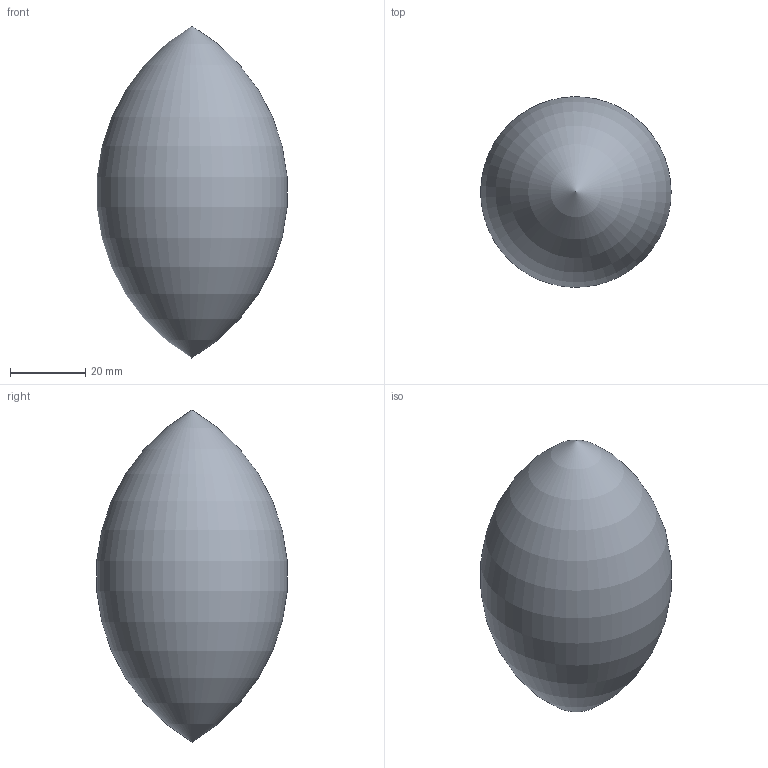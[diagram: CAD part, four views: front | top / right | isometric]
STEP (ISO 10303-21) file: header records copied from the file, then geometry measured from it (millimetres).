
FILE_DESCRIPTION((' '),'1');
FILE_NAME('Lemon Torus.stp', '2018-04-29T20:37:19',(' '), (' '), 'KCM Version 1.1.1891.0', 'Kubotek KCM', '');
FILE_SCHEMA(('AUTOMOTIVE_DESIGN'));
Length unit declared in the file: inch
Bounding box: 50.42 x 50.45 x 87.99 mm (x, y, z)
Surface area: 11104.6 mm2 (no closed solid volume)
Topology: 0 solids, 1 shells, 1 faces, 3 edges, 2 vertices
Faces by surface type: torus 1
Entity records: 44 total; most frequent: DIRECTION 6, CARTESIAN_POINT 5, AXIS2_PLACEMENT_3D 3, DIMENSIONAL_EXPONENTS 2, VERTEX_POINT 2, ORIENTED_EDGE 2, PRODUCT_DEFINITION_CONTEXT 1, PRODUCT_CONTEXT 1
